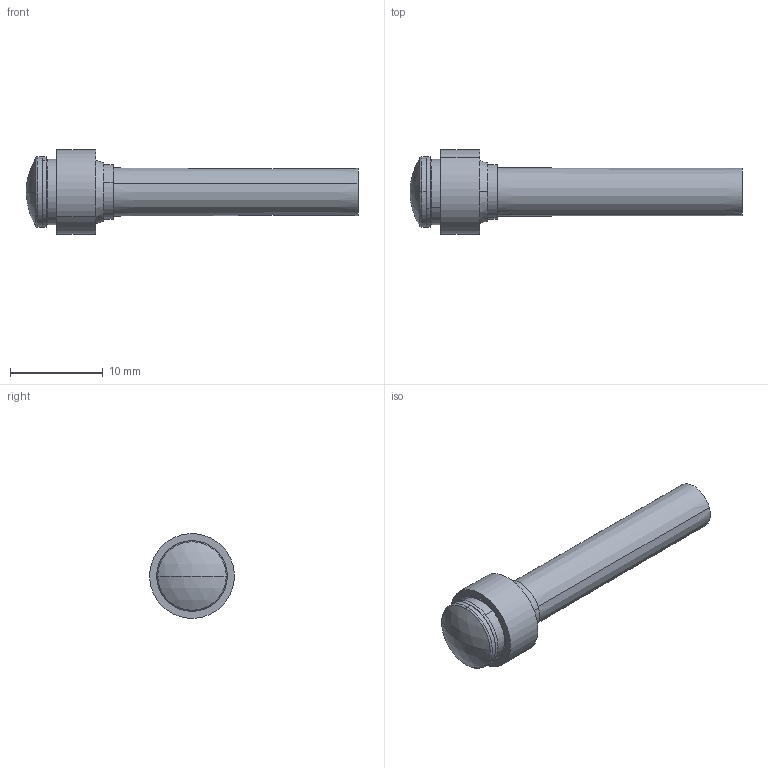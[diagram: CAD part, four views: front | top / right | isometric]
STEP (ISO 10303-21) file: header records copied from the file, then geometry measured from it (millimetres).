
FILE_DESCRIPTION (( 'STEP AP203' ), '1' );
FILE_NAME ('LMS136.STEP', '2016-12-28T00:01:26', ( '' ), ( '' ), 'SwSTEP 2.0', 'SolidWorks 2016', '' );
FILE_SCHEMA (( 'CONFIG_CONTROL_DESIGN' ));
Length unit declared in the file: millimetre
Products named in the file (5): 322 XXX; LCV XXX CTP_LCV 136 WITHOUT TABS; RNG 268; 322 SL BLK; LMS136
Assembly tree (4 placements, depth 2):
  LMS136
    322 XXX
    LCV XXX CTP_LCV 136 WITHOUT TABS
    RNG 268
    322 SL BLK
Bounding box: 35.81 x 9.12 x 9.12 mm (x, y, z)
Volume: 988 mm3; surface area: 1384.8 mm2
Topology: 4 solids, 4 shells, 124 faces, 248 edges, 136 vertices
Faces by surface type: torus 42, cylinder 38, cone 30, plane 12, sphere 2
Entity records: 3727 total; most frequent: DIRECTION 686, CARTESIAN_POINT 513, ORIENTED_EDGE 492, AXIS2_PLACEMENT_3D 309, EDGE_CURVE 246, CIRCLE 178, VERTEX_POINT 136, EDGE_LOOP 134
